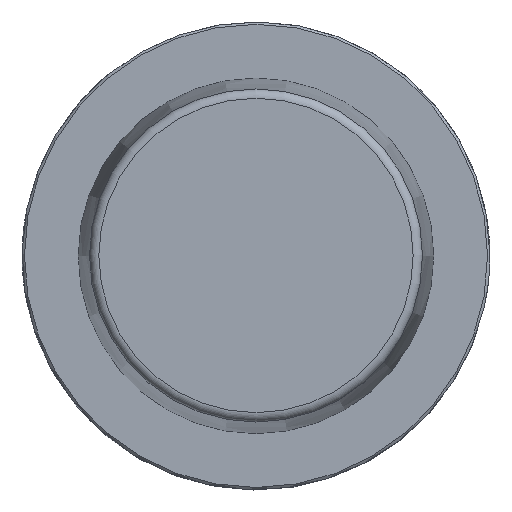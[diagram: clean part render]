
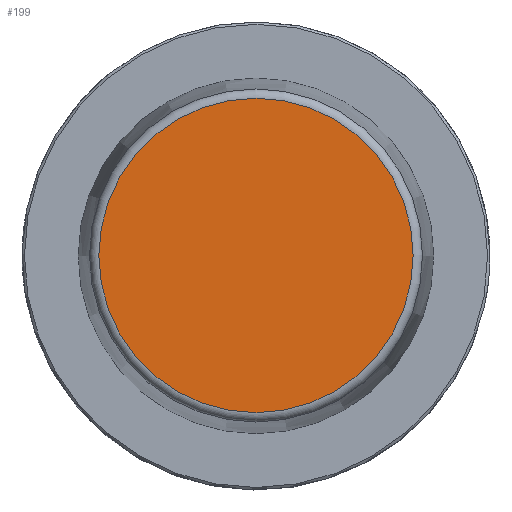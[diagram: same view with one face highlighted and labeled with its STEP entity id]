
A CAD part, top view. The second image highlights one B-rep face of the part: STEP entity #199.
In plain terms, the highlighted planar face has unit normal (0, 0, 1).
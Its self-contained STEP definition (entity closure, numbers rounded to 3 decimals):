
#199=ADVANCED_FACE('',(#287),#268,.T.);
#268=PLANE('',#1214);
#287=FACE_OUTER_BOUND('',#339,.T.);
#339=EDGE_LOOP('',(#530));
#435=CIRCLE('',#1202,33.6);
#530=ORIENTED_EDGE('',*,*,#920,.F.);
#808=VERTEX_POINT('',#1701);
#920=EDGE_CURVE('',#808,#808,#435,.T.);
#1202=AXIS2_PLACEMENT_3D('',#1700,#1361,#1362);
#1214=AXIS2_PLACEMENT_3D('',#1762,#1391,#1392);
#1361=DIRECTION('',(0.,0.,-1.));
#1362=DIRECTION('',(1.,0.,0.));
#1391=DIRECTION('',(0.,0.,1.));
#1392=DIRECTION('',(-1.,0.,0.));
#1700=CARTESIAN_POINT('',(0.,0.,50.));
#1701=CARTESIAN_POINT('',(33.6,0.,50.));
#1762=CARTESIAN_POINT('',(0.,-33.6,50.));
